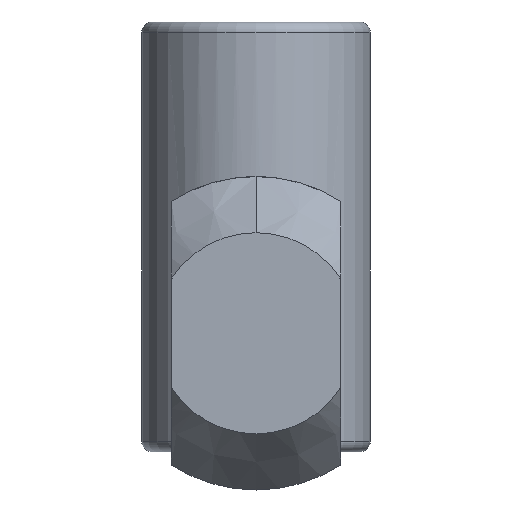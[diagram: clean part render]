
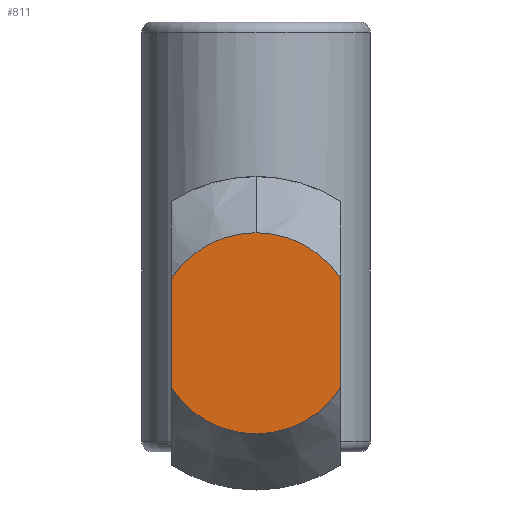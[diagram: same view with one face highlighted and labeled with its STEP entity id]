
A CAD part, front view. The second image highlights one B-rep face of the part: STEP entity #811.
In plain terms, the highlighted planar face has unit normal (0, -1, 0).
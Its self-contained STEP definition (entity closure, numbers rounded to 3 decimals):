
#9 = CARTESIAN_POINT ( 'NONE',  ( -4., -32., 2.562 ) ) ;
#22 = DIRECTION ( 'NONE',  ( 0., -1., 0. ) ) ;
#41 = DIRECTION ( 'NONE',  ( 0., 0., 1. ) ) ;
#49 = PLANE ( 'NONE',  #1447 ) ;
#63 = AXIS2_PLACEMENT_3D ( 'NONE', #712, #703, #1566 ) ;
#84 = EDGE_CURVE ( 'NONE', #568, #930, #1001, .T. ) ;
#118 = AXIS2_PLACEMENT_3D ( 'NONE', #1500, #22, #530 ) ;
#125 = EDGE_CURVE ( 'NONE', #285, #930, #579, .T. ) ;
#147 = CIRCLE ( 'NONE', #1054, 4.75 ) ;
#165 = CIRCLE ( 'NONE', #118, 4.75 ) ;
#201 = CARTESIAN_POINT ( 'NONE',  ( -4., -32., 0. ) ) ;
#285 = VERTEX_POINT ( 'NONE', #1624 ) ;
#290 = CARTESIAN_POINT ( 'NONE',  ( -4.75, -32., 0. ) ) ;
#442 = DIRECTION ( 'NONE',  ( 0., 1., 0. ) ) ;
#530 = DIRECTION ( 'NONE',  ( 0., 0., -1. ) ) ;
#542 = EDGE_LOOP ( 'NONE', ( #1274, #1085, #919, #544, #1514 ) ) ;
#544 = ORIENTED_EDGE ( 'NONE', *, *, #1437, .T. ) ;
#568 = VERTEX_POINT ( 'NONE', #1219 ) ;
#579 = LINE ( 'NONE', #201, #1024 ) ;
#703 = DIRECTION ( 'NONE',  ( 0., -1., 0. ) ) ;
#704 = LINE ( 'NONE', #1593, #1554 ) ;
#712 = CARTESIAN_POINT ( 'NONE',  ( 0., -32., 0. ) ) ;
#811 = ADVANCED_FACE ( 'NONE', ( #1029 ), #49, .F. ) ;
#851 = DIRECTION ( 'NONE',  ( 0., 0., -1. ) ) ;
#875 = CARTESIAN_POINT ( 'NONE',  ( 4., -32., -2.562 ) ) ;
#919 = ORIENTED_EDGE ( 'NONE', *, *, #1384, .F. ) ;
#930 = VERTEX_POINT ( 'NONE', #9 ) ;
#979 = EDGE_CURVE ( 'NONE', #285, #1040, #165, .T. ) ;
#988 = DIRECTION ( 'NONE',  ( 0., 0., -1. ) ) ;
#1001 = CIRCLE ( 'NONE', #63, 4.75 ) ;
#1016 = CARTESIAN_POINT ( 'NONE',  ( 4., -32., 2.562 ) ) ;
#1024 = VECTOR ( 'NONE', #1189, 1000. ) ;
#1029 = FACE_OUTER_BOUND ( 'NONE', #542, .T. ) ;
#1040 = VERTEX_POINT ( 'NONE', #875 ) ;
#1054 = AXIS2_PLACEMENT_3D ( 'NONE', #1229, #1379, #988 ) ;
#1085 = ORIENTED_EDGE ( 'NONE', *, *, #979, .T. ) ;
#1189 = DIRECTION ( 'NONE',  ( 0., 0., 1. ) ) ;
#1219 = CARTESIAN_POINT ( 'NONE',  ( 0., -32., 4.75 ) ) ;
#1229 = CARTESIAN_POINT ( 'NONE',  ( 0., -32., 0. ) ) ;
#1274 = ORIENTED_EDGE ( 'NONE', *, *, #125, .F. ) ;
#1379 = DIRECTION ( 'NONE',  ( 0., -1., 0. ) ) ;
#1384 = EDGE_CURVE ( 'NONE', #1470, #1040, #704, .T. ) ;
#1437 = EDGE_CURVE ( 'NONE', #1470, #568, #147, .T. ) ;
#1447 = AXIS2_PLACEMENT_3D ( 'NONE', #290, #442, #41 ) ;
#1470 = VERTEX_POINT ( 'NONE', #1016 ) ;
#1500 = CARTESIAN_POINT ( 'NONE',  ( 0., -32., 0. ) ) ;
#1514 = ORIENTED_EDGE ( 'NONE', *, *, #84, .T. ) ;
#1554 = VECTOR ( 'NONE', #851, 1000. ) ;
#1566 = DIRECTION ( 'NONE',  ( 0., 0., -1. ) ) ;
#1593 = CARTESIAN_POINT ( 'NONE',  ( 4., -32., 0. ) ) ;
#1624 = CARTESIAN_POINT ( 'NONE',  ( -4., -32., -2.562 ) ) ;
